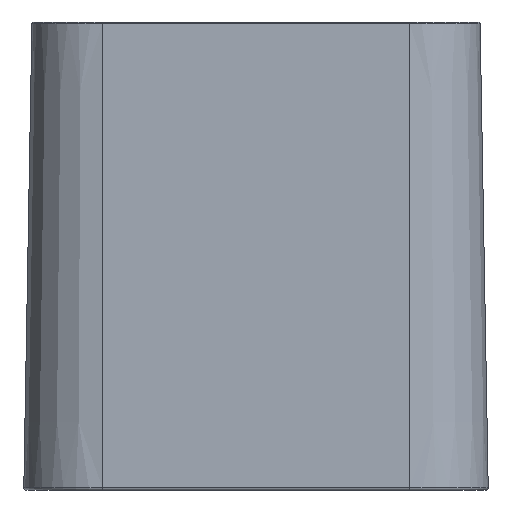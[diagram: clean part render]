
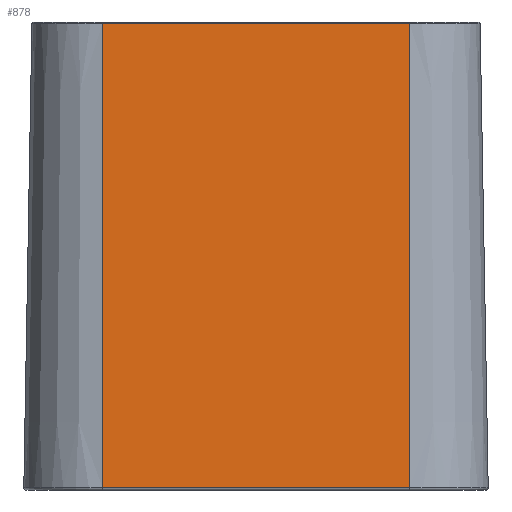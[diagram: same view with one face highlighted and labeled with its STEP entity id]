
A CAD part, front view. The second image highlights one B-rep face of the part: STEP entity #878.
In plain terms, the highlighted planar face has unit normal (0, -1, 0.018).
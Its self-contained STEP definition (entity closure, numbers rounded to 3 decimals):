
#100=LINE('',#1548,#158);
#103=LINE('',#1565,#161);
#104=LINE('',#1566,#162);
#105=LINE('',#1567,#163);
#158=VECTOR('',#1251,10.);
#161=VECTOR('',#1274,10.);
#162=VECTOR('',#1275,10.);
#163=VECTOR('',#1276,10.);
#212=FACE_OUTER_BOUND('',#272,.T.);
#272=EDGE_LOOP('',(#719,#720,#721,#722));
#386=VERTEX_POINT('',#1429);
#423=VERTEX_POINT('',#1542);
#424=VERTEX_POINT('',#1546);
#428=VERTEX_POINT('',#1564);
#527=EDGE_CURVE('',#423,#424,#100,.T.);
#535=EDGE_CURVE('',#428,#423,#103,.T.);
#536=EDGE_CURVE('',#386,#428,#104,.T.);
#537=EDGE_CURVE('',#386,#424,#105,.T.);
#719=ORIENTED_EDGE('',*,*,#527,.F.);
#720=ORIENTED_EDGE('',*,*,#535,.F.);
#721=ORIENTED_EDGE('',*,*,#536,.F.);
#722=ORIENTED_EDGE('',*,*,#537,.T.);
#835=PLANE('',#1011);
#878=ADVANCED_FACE('',(#212),#835,.T.);
#1011=AXIS2_PLACEMENT_3D('',#1563,#1272,#1273);
#1251=DIRECTION('',(-1.,0.,0.));
#1272=DIRECTION('center_axis',(0.,-1.,0.017));
#1273=DIRECTION('ref_axis',(-1.,0.,0.));
#1274=DIRECTION('',(0.,-0.017,-1.));
#1275=DIRECTION('',(1.,0.,0.));
#1276=DIRECTION('',(0.,-0.017,-1.));
#1429=CARTESIAN_POINT('',(-19.5,-68.492,-0.246));
#1542=CARTESIAN_POINT('',(19.5,-69.522,-59.246));
#1546=CARTESIAN_POINT('',(-19.5,-69.522,-59.246));
#1548=CARTESIAN_POINT('',(9.75,-69.522,-59.246));
#1563=CARTESIAN_POINT('Origin',(19.5,-68.488,-0.009));
#1564=CARTESIAN_POINT('',(19.5,-68.492,-0.246));
#1565=CARTESIAN_POINT('',(19.5,-69.5,-58.));
#1566=CARTESIAN_POINT('',(9.75,-68.492,-0.246));
#1567=CARTESIAN_POINT('',(-19.5,-69.5,-58.));
